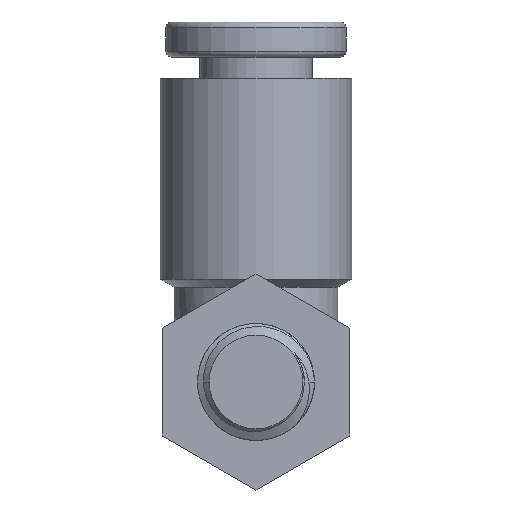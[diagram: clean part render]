
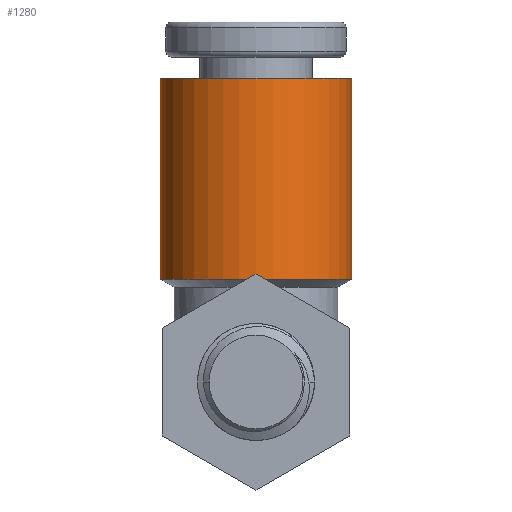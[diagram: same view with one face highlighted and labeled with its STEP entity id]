
A CAD part, front view. The second image highlights one B-rep face of the part: STEP entity #1280.
In plain terms, the highlighted cylindrical face has radius 4.1 mm (diameter 8.2 mm), a partial arc.
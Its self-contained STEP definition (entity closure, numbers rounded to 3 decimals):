
#86 = DIRECTION ( 'NONE',  ( 1., 0., 0. ) ) ;
#283 = CARTESIAN_POINT ( 'NONE',  ( -4.1, 0., 13. ) ) ;
#310 = DIRECTION ( 'NONE',  ( 0., 0., 1. ) ) ;
#360 = ORIENTED_EDGE ( 'NONE', *, *, #2301, .F. ) ;
#427 = EDGE_CURVE ( 'NONE', #650, #1940, #534, .T. ) ;
#530 = CARTESIAN_POINT ( 'NONE',  ( -4.1, 0., 13. ) ) ;
#534 = LINE ( 'NONE', #2374, #1447 ) ;
#612 = ORIENTED_EDGE ( 'NONE', *, *, #2165, .T. ) ;
#650 = VERTEX_POINT ( 'NONE', #1304 ) ;
#757 = EDGE_LOOP ( 'NONE', ( #1547, #612, #1053, #360 ) ) ;
#773 = CIRCLE ( 'NONE', #1868, 4.1 ) ;
#899 = CYLINDRICAL_SURFACE ( 'NONE', #2138, 4.1 ) ;
#975 = DIRECTION ( 'NONE',  ( 1., 0., 0. ) ) ;
#1053 = ORIENTED_EDGE ( 'NONE', *, *, #427, .T. ) ;
#1055 = DIRECTION ( 'NONE',  ( 1., 0., 0. ) ) ;
#1076 = VERTEX_POINT ( 'NONE', #1548 ) ;
#1161 = CARTESIAN_POINT ( 'NONE',  ( 0., 0., 13. ) ) ;
#1227 = CARTESIAN_POINT ( 'NONE',  ( 0., 0., 13. ) ) ;
#1228 = DIRECTION ( 'NONE',  ( 0., 0., 1. ) ) ;
#1280 = ADVANCED_FACE ( 'NONE', ( #2349 ), #899, .T. ) ;
#1304 = CARTESIAN_POINT ( 'NONE',  ( 4.1, 0., 4.4 ) ) ;
#1344 = DIRECTION ( 'NONE',  ( 0., 0., 1. ) ) ;
#1350 = EDGE_CURVE ( 'NONE', #1076, #1488, #1814, .T. ) ;
#1447 = VECTOR ( 'NONE', #310, 1000. ) ;
#1488 = VERTEX_POINT ( 'NONE', #530 ) ;
#1547 = ORIENTED_EDGE ( 'NONE', *, *, #1350, .F. ) ;
#1548 = CARTESIAN_POINT ( 'NONE',  ( -4.1, 0., 4.4 ) ) ;
#1601 = DIRECTION ( 'NONE',  ( 0., 0., 1. ) ) ;
#1695 = CARTESIAN_POINT ( 'NONE',  ( 4.1, 0., 13. ) ) ;
#1753 = AXIS2_PLACEMENT_3D ( 'NONE', #2348, #1228, #86 ) ;
#1814 = LINE ( 'NONE', #283, #1837 ) ;
#1837 = VECTOR ( 'NONE', #1601, 1000. ) ;
#1868 = AXIS2_PLACEMENT_3D ( 'NONE', #1161, #1344, #975 ) ;
#1925 = CIRCLE ( 'NONE', #1753, 4.1 ) ;
#1940 = VERTEX_POINT ( 'NONE', #1695 ) ;
#2138 = AXIS2_PLACEMENT_3D ( 'NONE', #1227, #2321, #1055 ) ;
#2165 = EDGE_CURVE ( 'NONE', #1076, #650, #1925, .T. ) ;
#2301 = EDGE_CURVE ( 'NONE', #1488, #1940, #773, .T. ) ;
#2321 = DIRECTION ( 'NONE',  ( 0., 0., 1. ) ) ;
#2348 = CARTESIAN_POINT ( 'NONE',  ( 0., 0., 4.4 ) ) ;
#2349 = FACE_OUTER_BOUND ( 'NONE', #757, .T. ) ;
#2374 = CARTESIAN_POINT ( 'NONE',  ( 4.1, 0., 13. ) ) ;
